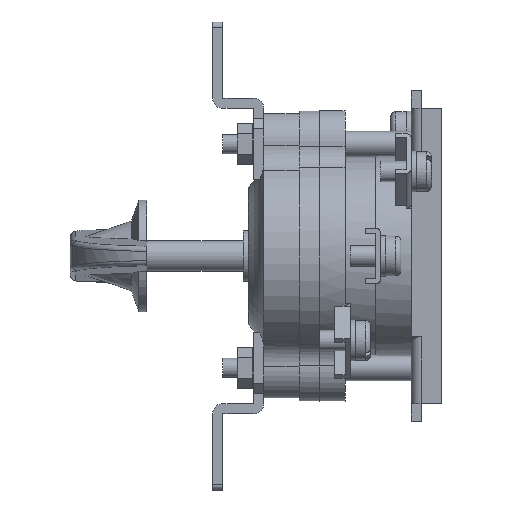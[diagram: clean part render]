
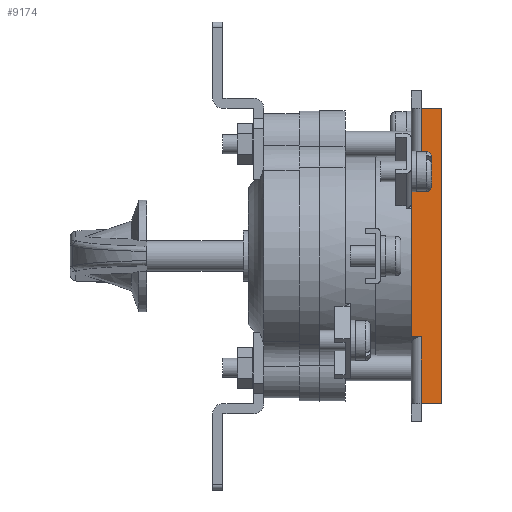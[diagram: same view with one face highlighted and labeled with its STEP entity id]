
A CAD part, left-side view. The second image highlights one B-rep face of the part: STEP entity #9174.
In plain terms, the highlighted planar face has unit normal (-1, 0, 0).
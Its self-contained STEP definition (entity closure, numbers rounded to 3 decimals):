
#187 = EDGE_CURVE ( 'NONE', #17999, #5343, #19828, .T. ) ;
#408 = CARTESIAN_POINT ( 'NONE',  ( -11.5, 11., 29. ) ) ;
#463 = CARTESIAN_POINT ( 'NONE',  ( -11.5, 15., 15.872 ) ) ;
#617 = CARTESIAN_POINT ( 'NONE',  ( -11.5, 17., -15.872 ) ) ;
#1308 = VECTOR ( 'NONE', #9607, 1000. ) ;
#2132 = CARTESIAN_POINT ( 'NONE',  ( -11.5, 15., -29. ) ) ;
#2191 = VERTEX_POINT ( 'NONE', #12976 ) ;
#3320 = VECTOR ( 'NONE', #17515, 1000. ) ;
#3423 = DIRECTION ( 'NONE',  ( 0., 0., -1. ) ) ;
#3438 = EDGE_CURVE ( 'NONE', #9436, #17999, #13415, .T. ) ;
#3455 = LINE ( 'NONE', #18205, #19472 ) ;
#4401 = EDGE_CURVE ( 'NONE', #9454, #17077, #17066, .T. ) ;
#4451 = DIRECTION ( 'NONE',  ( 1., 0., 0. ) ) ;
#5007 = CARTESIAN_POINT ( 'NONE',  ( -11.5, 17., 15.872 ) ) ;
#5084 = ORIENTED_EDGE ( 'NONE', *, *, #187, .T. ) ;
#5124 = VECTOR ( 'NONE', #9431, 1000. ) ;
#5219 = CARTESIAN_POINT ( 'NONE',  ( -11.5, 15., -29. ) ) ;
#5343 = VERTEX_POINT ( 'NONE', #5007 ) ;
#5636 = CARTESIAN_POINT ( 'NONE',  ( -11.5, 11., -29. ) ) ;
#5818 = EDGE_LOOP ( 'NONE', ( #9372, #19861, #5084, #20019, #18941, #17408, #14275, #5998 ) ) ;
#5998 = ORIENTED_EDGE ( 'NONE', *, *, #15691, .F. ) ;
#6175 = VERTEX_POINT ( 'NONE', #5636 ) ;
#6510 = VERTEX_POINT ( 'NONE', #17777 ) ;
#6710 = VECTOR ( 'NONE', #10532, 1000. ) ;
#6875 = FACE_OUTER_BOUND ( 'NONE', #5818, .T. ) ;
#7157 = VECTOR ( 'NONE', #17688, 1000. ) ;
#7356 = EDGE_CURVE ( 'NONE', #5343, #9454, #9523, .T. ) ;
#7506 = EDGE_CURVE ( 'NONE', #6175, #2191, #17828, .T. ) ;
#7545 = PLANE ( 'NONE',  #19936 ) ;
#9106 = CARTESIAN_POINT ( 'NONE',  ( -11.5, 15., -29. ) ) ;
#9174 = ADVANCED_FACE ( 'NONE', ( #6875 ), #7545, .F. ) ;
#9372 = ORIENTED_EDGE ( 'NONE', *, *, #13412, .T. ) ;
#9431 = DIRECTION ( 'NONE',  ( 0., 0., -1. ) ) ;
#9436 = VERTEX_POINT ( 'NONE', #12194 ) ;
#9454 = VERTEX_POINT ( 'NONE', #19094 ) ;
#9523 = LINE ( 'NONE', #15518, #15887 ) ;
#9607 = DIRECTION ( 'NONE',  ( 0., 1., 0. ) ) ;
#10532 = DIRECTION ( 'NONE',  ( 0., 1., 0. ) ) ;
#10534 = CARTESIAN_POINT ( 'NONE',  ( -11.5, 15., 15.872 ) ) ;
#12194 = CARTESIAN_POINT ( 'NONE',  ( -11.5, 15., 29. ) ) ;
#12976 = CARTESIAN_POINT ( 'NONE',  ( -11.5, 15., -29. ) ) ;
#13412 = EDGE_CURVE ( 'NONE', #6510, #9436, #3455, .T. ) ;
#13415 = LINE ( 'NONE', #17321, #5124 ) ;
#13722 = CARTESIAN_POINT ( 'NONE',  ( -11.5, 15., -15.872 ) ) ;
#13770 = DIRECTION ( 'NONE',  ( 0., 0., -1. ) ) ;
#14010 = LINE ( 'NONE', #408, #3320 ) ;
#14275 = ORIENTED_EDGE ( 'NONE', *, *, #7506, .F. ) ;
#14587 = LINE ( 'NONE', #5219, #7157 ) ;
#14699 = EDGE_CURVE ( 'NONE', #17077, #2191, #14587, .T. ) ;
#15518 = CARTESIAN_POINT ( 'NONE',  ( -11.5, 17., -29. ) ) ;
#15691 = EDGE_CURVE ( 'NONE', #6510, #6175, #14010, .T. ) ;
#15887 = VECTOR ( 'NONE', #3423, 1000. ) ;
#16128 = VECTOR ( 'NONE', #16161, 1000. ) ;
#16161 = DIRECTION ( 'NONE',  ( 0., -1., 0. ) ) ;
#17066 = LINE ( 'NONE', #617, #16128 ) ;
#17077 = VERTEX_POINT ( 'NONE', #13722 ) ;
#17321 = CARTESIAN_POINT ( 'NONE',  ( -11.5, 15., -29. ) ) ;
#17408 = ORIENTED_EDGE ( 'NONE', *, *, #14699, .T. ) ;
#17515 = DIRECTION ( 'NONE',  ( 0., 0., -1. ) ) ;
#17688 = DIRECTION ( 'NONE',  ( 0., 0., -1. ) ) ;
#17777 = CARTESIAN_POINT ( 'NONE',  ( -11.5, 11., 29. ) ) ;
#17828 = LINE ( 'NONE', #2132, #1308 ) ;
#17999 = VERTEX_POINT ( 'NONE', #10534 ) ;
#18205 = CARTESIAN_POINT ( 'NONE',  ( -11.5, 15., 29. ) ) ;
#18941 = ORIENTED_EDGE ( 'NONE', *, *, #4401, .T. ) ;
#19094 = CARTESIAN_POINT ( 'NONE',  ( -11.5, 17., -15.872 ) ) ;
#19472 = VECTOR ( 'NONE', #19567, 1000. ) ;
#19567 = DIRECTION ( 'NONE',  ( 0., 1., 0. ) ) ;
#19828 = LINE ( 'NONE', #463, #6710 ) ;
#19861 = ORIENTED_EDGE ( 'NONE', *, *, #3438, .T. ) ;
#19936 = AXIS2_PLACEMENT_3D ( 'NONE', #9106, #4451, #13770 ) ;
#20019 = ORIENTED_EDGE ( 'NONE', *, *, #7356, .T. ) ;
